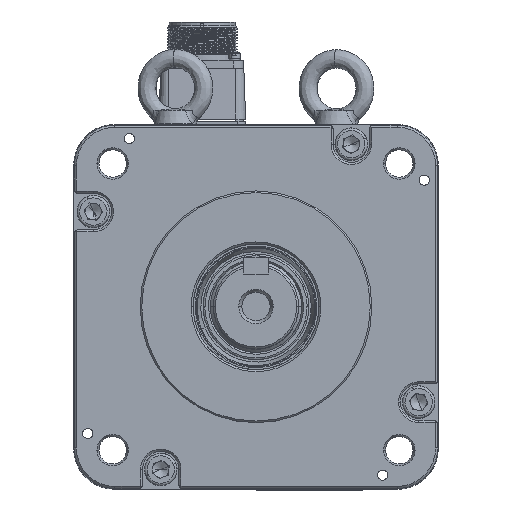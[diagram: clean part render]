
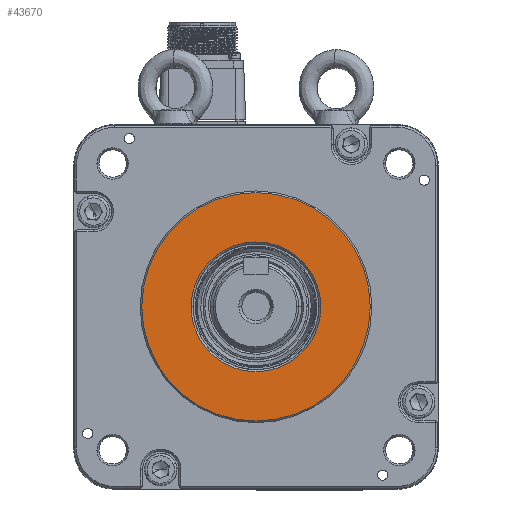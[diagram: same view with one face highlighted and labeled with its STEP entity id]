
A CAD part, top view. The second image highlights one B-rep face of the part: STEP entity #43670.
In plain terms, the highlighted planar face has unit normal (0, 0, 1).
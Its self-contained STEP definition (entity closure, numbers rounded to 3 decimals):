
#689 = DIRECTION ( 'NONE',  ( 1., 0., 0. ) ) ;
#3908 = CIRCLE ( 'NONE', #63736, 56.35 ) ;
#4450 = CARTESIAN_POINT ( 'NONE',  ( 32., 0., 113.7 ) ) ;
#4656 = CIRCLE ( 'NONE', #53165, 32. ) ;
#4741 = CARTESIAN_POINT ( 'NONE',  ( -32., 0., 113.7 ) ) ;
#5612 = CARTESIAN_POINT ( 'NONE',  ( 0., 0., 113.7 ) ) ;
#6472 = CARTESIAN_POINT ( 'NONE',  ( 56.35, 0., 113.7 ) ) ;
#7814 = ORIENTED_EDGE ( 'NONE', *, *, #58340, .T. ) ;
#9876 = DIRECTION ( 'NONE',  ( 1., 0., 0. ) ) ;
#15592 = EDGE_CURVE ( 'NONE', #60982, #15949, #4656, .T. ) ;
#15921 = ORIENTED_EDGE ( 'NONE', *, *, #15592, .T. ) ;
#15949 = VERTEX_POINT ( 'NONE', #4741 ) ;
#17962 = EDGE_CURVE ( 'NONE', #23484, #66753, #3908, .T. ) ;
#22126 = DIRECTION ( 'NONE',  ( 1., 0., 0. ) ) ;
#23484 = VERTEX_POINT ( 'NONE', #6472 ) ;
#24497 = DIRECTION ( 'NONE',  ( 1., 0., 0. ) ) ;
#24698 = CARTESIAN_POINT ( 'NONE',  ( 0., -57.15, 113.7 ) ) ;
#25276 = CARTESIAN_POINT ( 'NONE',  ( -56.35, 0., 113.7 ) ) ;
#28595 = FACE_BOUND ( 'NONE', #29055, .T. ) ;
#28701 = EDGE_LOOP ( 'NONE', ( #48585, #44509 ) ) ;
#29055 = EDGE_LOOP ( 'NONE', ( #7814, #15921 ) ) ;
#30982 = FACE_OUTER_BOUND ( 'NONE', #28701, .T. ) ;
#31552 = EDGE_CURVE ( 'NONE', #66753, #23484, #53244, .T. ) ;
#33400 = CARTESIAN_POINT ( 'NONE',  ( 0., 0., 113.7 ) ) ;
#37166 = CIRCLE ( 'NONE', #66030, 32. ) ;
#38456 = DIRECTION ( 'NONE',  ( 0., 0., 1. ) ) ;
#40815 = PLANE ( 'NONE',  #43815 ) ;
#43670 = ADVANCED_FACE ( 'NONE', ( #30982, #28595 ), #40815, .F. ) ;
#43815 = AXIS2_PLACEMENT_3D ( 'NONE', #24698, #66529, #9876 ) ;
#44509 = ORIENTED_EDGE ( 'NONE', *, *, #31552, .T. ) ;
#46963 = DIRECTION ( 'NONE',  ( 1., 0., 0. ) ) ;
#48585 = ORIENTED_EDGE ( 'NONE', *, *, #17962, .T. ) ;
#50402 = CARTESIAN_POINT ( 'NONE',  ( 0., 0., 113.7 ) ) ;
#52540 = CARTESIAN_POINT ( 'NONE',  ( 0., 0., 113.7 ) ) ;
#53165 = AXIS2_PLACEMENT_3D ( 'NONE', #52540, #58417, #689 ) ;
#53244 = CIRCLE ( 'NONE', #55464, 56.35 ) ;
#55464 = AXIS2_PLACEMENT_3D ( 'NONE', #33400, #38456, #22126 ) ;
#55596 = DIRECTION ( 'NONE',  ( 0., 0., -1. ) ) ;
#57851 = DIRECTION ( 'NONE',  ( 0., 0., 1. ) ) ;
#58340 = EDGE_CURVE ( 'NONE', #15949, #60982, #37166, .T. ) ;
#58417 = DIRECTION ( 'NONE',  ( 0., 0., -1. ) ) ;
#60982 = VERTEX_POINT ( 'NONE', #4450 ) ;
#63736 = AXIS2_PLACEMENT_3D ( 'NONE', #5612, #57851, #46963 ) ;
#66030 = AXIS2_PLACEMENT_3D ( 'NONE', #50402, #55596, #24497 ) ;
#66529 = DIRECTION ( 'NONE',  ( 0., 0., -1. ) ) ;
#66753 = VERTEX_POINT ( 'NONE', #25276 ) ;
